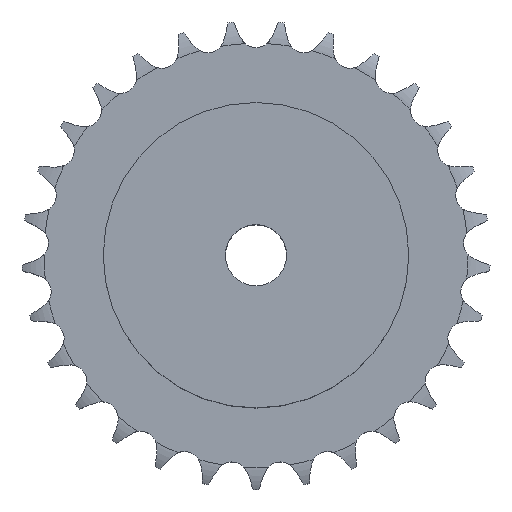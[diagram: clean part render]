
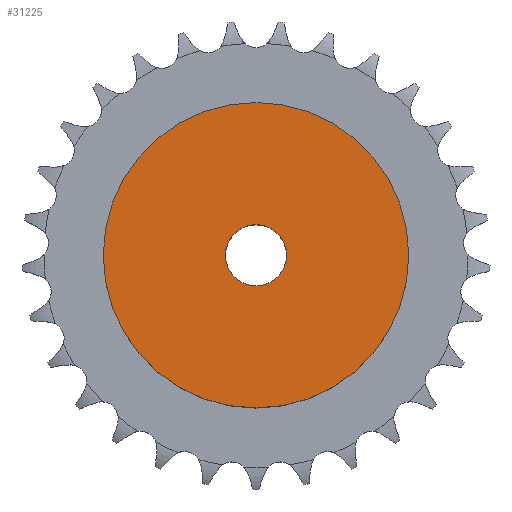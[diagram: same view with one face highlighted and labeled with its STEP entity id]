
A CAD part, top view. The second image highlights one B-rep face of the part: STEP entity #31225.
In plain terms, the highlighted planar face has unit normal (0, 0, 1).
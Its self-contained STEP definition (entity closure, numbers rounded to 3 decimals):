
#3801 = CYLINDRICAL_SURFACE('',#3802,30.);
#3802 = AXIS2_PLACEMENT_3D('',#3803,#3804,#3805);
#3803 = CARTESIAN_POINT('',(0.,0.,0.));
#3804 = DIRECTION('',(-0.,-0.,-1.));
#3805 = DIRECTION('',(1.,0.,0.));
#19798 = VERTEX_POINT('',#19799);
#19799 = CARTESIAN_POINT('',(30.,0.,28.));
#19820 = EDGE_CURVE('',#19798,#19798,#19821,.T.);
#19821 = SURFACE_CURVE('',#19822,(#19827,#19834),.PCURVE_S1.);
#19822 = CIRCLE('',#19823,30.);
#19823 = AXIS2_PLACEMENT_3D('',#19824,#19825,#19826);
#19824 = CARTESIAN_POINT('',(0.,0.,28.));
#19825 = DIRECTION('',(0.,0.,1.));
#19826 = DIRECTION('',(1.,0.,0.));
#19827 = PCURVE('',#3801,#19828);
#19828 = DEFINITIONAL_REPRESENTATION('',(#19829),#19833);
#19829 = LINE('',#19830,#19831);
#19830 = CARTESIAN_POINT('',(-0.,-28.));
#19831 = VECTOR('',#19832,1.);
#19832 = DIRECTION('',(-1.,0.));
#19833 = ( GEOMETRIC_REPRESENTATION_CONTEXT(2) 
PARAMETRIC_REPRESENTATION_CONTEXT() REPRESENTATION_CONTEXT('2D SPACE',''
  ) );
#19834 = PCURVE('',#19835,#19840);
#19835 = PLANE('',#19836);
#19836 = AXIS2_PLACEMENT_3D('',#19837,#19838,#19839);
#19837 = CARTESIAN_POINT('',(0.,0.,28.)
  );
#19838 = DIRECTION('',(0.,0.,1.));
#19839 = DIRECTION('',(1.,0.,0.));
#19840 = DEFINITIONAL_REPRESENTATION('',(#19841),#19845);
#19841 = CIRCLE('',#19842,30.);
#19842 = AXIS2_PLACEMENT_2D('',#19843,#19844);
#19843 = CARTESIAN_POINT('',(0.,0.));
#19844 = DIRECTION('',(1.,0.));
#19845 = ( GEOMETRIC_REPRESENTATION_CONTEXT(2) 
PARAMETRIC_REPRESENTATION_CONTEXT() REPRESENTATION_CONTEXT('2D SPACE',''
  ) );
#26482 = CYLINDRICAL_SURFACE('',#26483,6.);
#26483 = AXIS2_PLACEMENT_3D('',#26484,#26485,#26486);
#26484 = CARTESIAN_POINT('',(0.,0.,142.266));
#26485 = DIRECTION('',(0.,0.,1.));
#26486 = DIRECTION('',(1.,0.,0.));
#31225 = ADVANCED_FACE('',(#31226,#31229),#19835,.T.);
#31226 = FACE_BOUND('',#31227,.T.);
#31227 = EDGE_LOOP('',(#31228));
#31228 = ORIENTED_EDGE('',*,*,#19820,.T.);
#31229 = FACE_BOUND('',#31230,.T.);
#31230 = EDGE_LOOP('',(#31231));
#31231 = ORIENTED_EDGE('',*,*,#31232,.F.);
#31232 = EDGE_CURVE('',#31233,#31233,#31235,.T.);
#31233 = VERTEX_POINT('',#31234);
#31234 = CARTESIAN_POINT('',(6.,0.,28.));
#31235 = SURFACE_CURVE('',#31236,(#31241,#31248),.PCURVE_S1.);
#31236 = CIRCLE('',#31237,6.);
#31237 = AXIS2_PLACEMENT_3D('',#31238,#31239,#31240);
#31238 = CARTESIAN_POINT('',(0.,0.,28.));
#31239 = DIRECTION('',(0.,0.,1.));
#31240 = DIRECTION('',(1.,0.,0.));
#31241 = PCURVE('',#19835,#31242);
#31242 = DEFINITIONAL_REPRESENTATION('',(#31243),#31247);
#31243 = CIRCLE('',#31244,6.);
#31244 = AXIS2_PLACEMENT_2D('',#31245,#31246);
#31245 = CARTESIAN_POINT('',(0.,0.));
#31246 = DIRECTION('',(1.,0.));
#31247 = ( GEOMETRIC_REPRESENTATION_CONTEXT(2) 
PARAMETRIC_REPRESENTATION_CONTEXT() REPRESENTATION_CONTEXT('2D SPACE',''
  ) );
#31248 = PCURVE('',#26482,#31249);
#31249 = DEFINITIONAL_REPRESENTATION('',(#31250),#31254);
#31250 = LINE('',#31251,#31252);
#31251 = CARTESIAN_POINT('',(0.,-114.266));
#31252 = VECTOR('',#31253,1.);
#31253 = DIRECTION('',(1.,0.));
#31254 = ( GEOMETRIC_REPRESENTATION_CONTEXT(2) 
PARAMETRIC_REPRESENTATION_CONTEXT() REPRESENTATION_CONTEXT('2D SPACE',''
  ) );
